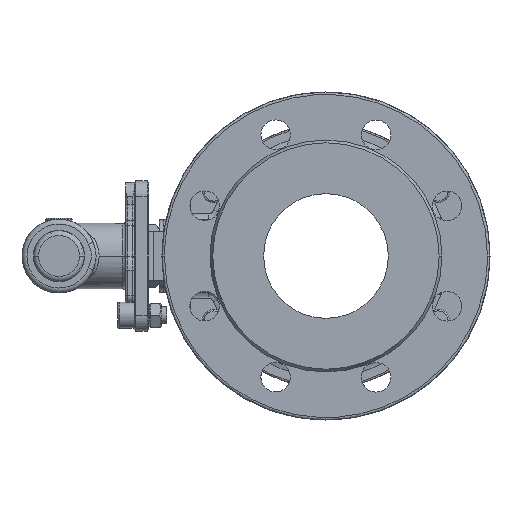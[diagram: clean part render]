
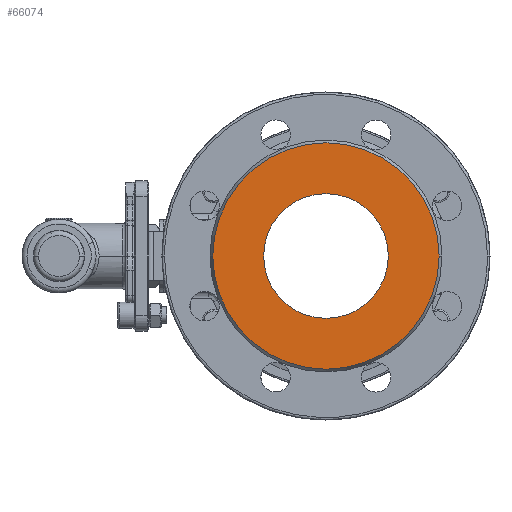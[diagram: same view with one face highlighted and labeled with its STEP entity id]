
A CAD part, left-side view. The second image highlights one B-rep face of the part: STEP entity #66074.
In plain terms, the highlighted planar face has unit normal (-1, 0, 0).
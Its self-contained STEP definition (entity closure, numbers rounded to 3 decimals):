
#2135 = DIRECTION ( 'NONE',  ( 0., 1., 0. ) ) ;
#3182 = EDGE_LOOP ( 'NONE', ( #65889, #68713 ) ) ;
#3769 = CARTESIAN_POINT ( 'NONE',  ( 8.823, 63.222, 20.976 ) ) ;
#7344 = CIRCLE ( 'NONE', #26911, 38. ) ;
#11099 = DIRECTION ( 'NONE',  ( 0., 1., 0. ) ) ;
#11475 = AXIS2_PLACEMENT_3D ( 'NONE', #44138, #17184, #2135 ) ;
#14315 = CIRCLE ( 'NONE', #11475, 69. ) ;
#17028 = VERTEX_POINT ( 'NONE', #20279 ) ;
#17184 = DIRECTION ( 'NONE',  ( 1., 0., 0. ) ) ;
#17605 = DIRECTION ( 'NONE',  ( 1., 0., 0. ) ) ;
#20279 = CARTESIAN_POINT ( 'NONE',  ( 8.823, -74.778, 20.976 ) ) ;
#21663 = CARTESIAN_POINT ( 'NONE',  ( 8.823, -5.778, 20.976 ) ) ;
#23916 = FACE_OUTER_BOUND ( 'NONE', #64062, .T. ) ;
#24089 = EDGE_CURVE ( 'NONE', #32940, #39964, #67701, .T. ) ;
#26911 = AXIS2_PLACEMENT_3D ( 'NONE', #30131, #31433, #11099 ) ;
#29661 = FACE_BOUND ( 'NONE', #3182, .T. ) ;
#29675 = EDGE_CURVE ( 'NONE', #39964, #32940, #7344, .T. ) ;
#30131 = CARTESIAN_POINT ( 'NONE',  ( 8.823, -5.778, 20.976 ) ) ;
#31433 = DIRECTION ( 'NONE',  ( 1., 0., 0. ) ) ;
#31725 = ORIENTED_EDGE ( 'NONE', *, *, #47701, .F. ) ;
#32940 = VERTEX_POINT ( 'NONE', #84814 ) ;
#33277 = EDGE_CURVE ( 'NONE', #69151, #17028, #38447, .T. ) ;
#34222 = AXIS2_PLACEMENT_3D ( 'NONE', #21663, #43310, #76959 ) ;
#36298 = PLANE ( 'NONE',  #42830 ) ;
#38447 = CIRCLE ( 'NONE', #34222, 69. ) ;
#39964 = VERTEX_POINT ( 'NONE', #41290 ) ;
#41290 = CARTESIAN_POINT ( 'NONE',  ( 8.823, -43.778, 20.976 ) ) ;
#42830 = AXIS2_PLACEMENT_3D ( 'NONE', #69920, #69470, #63728 ) ;
#43310 = DIRECTION ( 'NONE',  ( 1., 0., 0. ) ) ;
#44138 = CARTESIAN_POINT ( 'NONE',  ( 8.823, -5.778, 20.976 ) ) ;
#47701 = EDGE_CURVE ( 'NONE', #17028, #69151, #14315, .T. ) ;
#50753 = DIRECTION ( 'NONE',  ( 0., 1., 0. ) ) ;
#56957 = CARTESIAN_POINT ( 'NONE',  ( 8.823, -5.778, 20.976 ) ) ;
#59936 = ORIENTED_EDGE ( 'NONE', *, *, #33277, .F. ) ;
#63728 = DIRECTION ( 'NONE',  ( 0., 1., 0. ) ) ;
#64062 = EDGE_LOOP ( 'NONE', ( #59936, #31725 ) ) ;
#65889 = ORIENTED_EDGE ( 'NONE', *, *, #24089, .T. ) ;
#66074 = ADVANCED_FACE ( 'NONE', ( #29661, #23916 ), #36298, .T. ) ;
#67701 = CIRCLE ( 'NONE', #69135, 38. ) ;
#68713 = ORIENTED_EDGE ( 'NONE', *, *, #29675, .T. ) ;
#69135 = AXIS2_PLACEMENT_3D ( 'NONE', #56957, #17605, #50753 ) ;
#69151 = VERTEX_POINT ( 'NONE', #3769 ) ;
#69470 = DIRECTION ( 'NONE',  ( -1., 0., 0. ) ) ;
#69920 = CARTESIAN_POINT ( 'NONE',  ( 8.823, -5.722, 20.976 ) ) ;
#76959 = DIRECTION ( 'NONE',  ( 0., 1., 0. ) ) ;
#84814 = CARTESIAN_POINT ( 'NONE',  ( 8.823, 32.222, 20.976 ) ) ;
